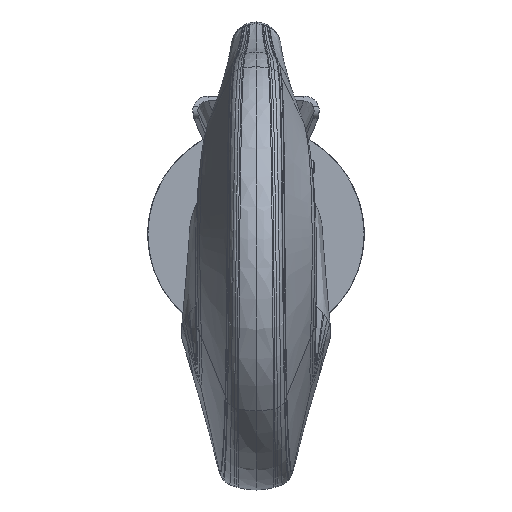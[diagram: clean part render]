
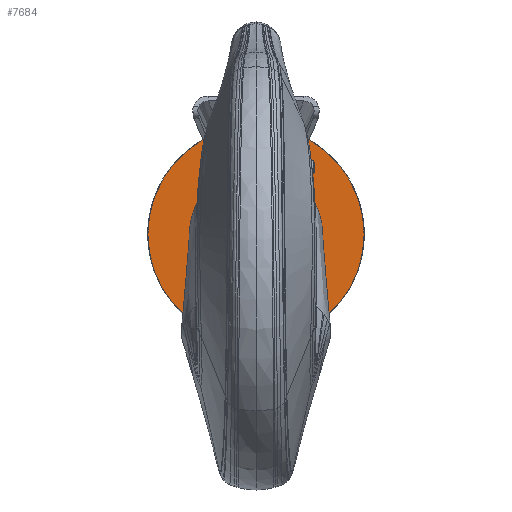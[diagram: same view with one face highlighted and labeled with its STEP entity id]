
A CAD part, front view. The second image highlights one B-rep face of the part: STEP entity #7684.
In plain terms, the highlighted planar face has unit normal (0, -1, 0).
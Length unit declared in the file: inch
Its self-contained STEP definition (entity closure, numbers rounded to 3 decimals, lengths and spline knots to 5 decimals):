
#1576=CARTESIAN_POINT('',(0.,-12.02218,0.));
#1577=DIRECTION('',(0.,1.,0.));
#1578=DIRECTION('',(1.,0.,0.));
#1579=AXIS2_PLACEMENT_3D('',#1576,#1577,#1578);
#1581=CARTESIAN_POINT('',(0.,-12.02218,0.));
#1582=DIRECTION('',(0.,1.,0.));
#1583=DIRECTION('',(-1.,0.,0.));
#1584=AXIS2_PLACEMENT_3D('',#1581,#1582,#1583);
#1586=CARTESIAN_POINT('',(0.,-12.02218,0.));
#1587=DIRECTION('',(0.,1.,0.));
#1588=DIRECTION('',(1.,0.,0.));
#1589=AXIS2_PLACEMENT_3D('',#1586,#1587,#1588);
#1604=CARTESIAN_POINT('',(0.,-12.02218,0.));
#1605=DIRECTION('',(0.,1.,0.));
#1606=DIRECTION('',(-1.,0.,0.));
#1607=AXIS2_PLACEMENT_3D('',#1604,#1605,#1606);
#5115=CARTESIAN_POINT('',(3.25,-12.02218,0.));
#5116=CARTESIAN_POINT('',(-3.25,-12.02218,0.));
#5117=VERTEX_POINT('',#5115);
#5118=VERTEX_POINT('',#5116);
#5127=CARTESIAN_POINT('',(-1.395,-12.02218,0.));
#5128=CARTESIAN_POINT('',(1.395,-12.02218,0.));
#5129=VERTEX_POINT('',#5127);
#5130=VERTEX_POINT('',#5128);
#7669=CARTESIAN_POINT('',(0.,-12.02218,0.));
#7670=DIRECTION('',(0.,1.,0.));
#7671=DIRECTION('',(1.,0.,0.));
#7672=AXIS2_PLACEMENT_3D('',#7669,#7670,#7671);
#7673=PLANE('',#7672);
#7674=ORIENTED_EDGE('',*,*,#6345,.T.);
#7675=ORIENTED_EDGE('',*,*,#5889,.T.);
#7676=EDGE_LOOP('',(#7674,#7675));
#7677=FACE_OUTER_BOUND('',#7676,.F.);
#7679=ORIENTED_EDGE('',*,*,#7678,.F.);
#7681=ORIENTED_EDGE('',*,*,#7680,.F.);
#7682=EDGE_LOOP('',(#7679,#7681));
#7683=FACE_BOUND('',#7682,.F.);
#7684=ADVANCED_FACE('',(#7677,#7683),#7673,.F.);
#1580=CIRCLE('',#1579,3.25);
#1585=CIRCLE('',#1584,3.25);
#1590=CIRCLE('',#1589,1.395);
#1608=CIRCLE('',#1607,1.395);
#5889=EDGE_CURVE('',#5118,#5117,#1585,.T.);
#6345=EDGE_CURVE('',#5117,#5118,#1580,.T.);
#7678=EDGE_CURVE('',#5130,#5129,#1590,.T.);
#7680=EDGE_CURVE('',#5129,#5130,#1608,.T.);
